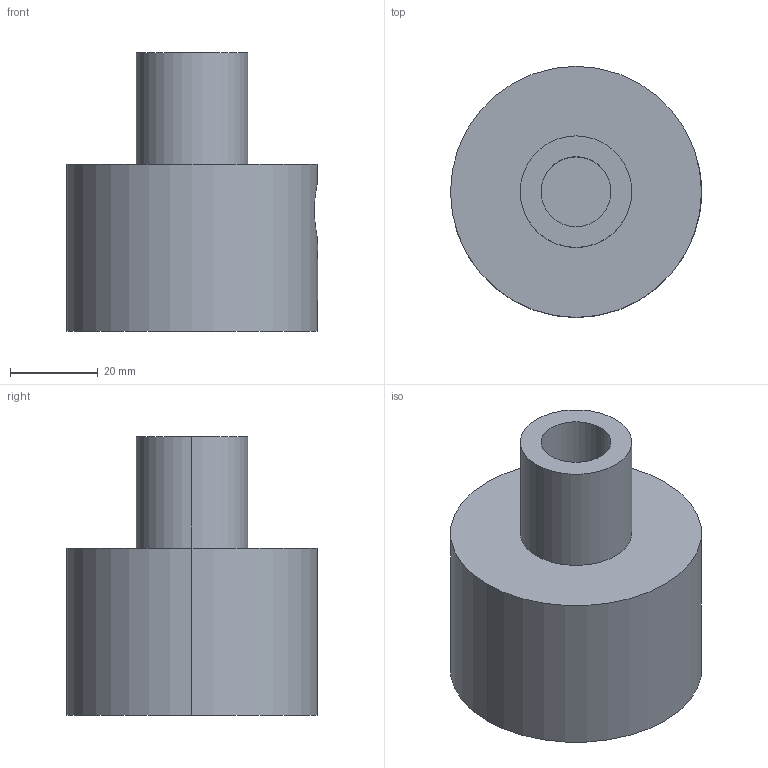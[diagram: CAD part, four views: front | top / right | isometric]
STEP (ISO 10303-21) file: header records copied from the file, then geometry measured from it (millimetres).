
FILE_DESCRIPTION (( 'STEP AP214' ), '1' );
FILE_NAME ('lathe actuator assembly-inch-m8.STEP', '2012-04-26T23:00:15', ( '' ), ( '' ), 'SwSTEP 2.0', 'SolidWorks 2011', '' );
FILE_SCHEMA (( 'AUTOMOTIVE_DESIGN' ));
Length unit declared in the file: inch
Products named in the file (5): lathe actuator assembly-inch-m84; lathe actuator assembly-inch-m83; lathe actuator assembly-inch-m82; lathe actuator assembly-inch-m81; lathe actuator assembly-inch-m8
Assembly tree (4 placements, depth 2):
  lathe actuator assembly-inch-m8
    lathe actuator assembly-inch-m81
    lathe actuator assembly-inch-m82
    lathe actuator assembly-inch-m83
    lathe actuator assembly-inch-m84
Bounding box: 57.15 x 57.15 x 63.5 mm (x, y, z)
Volume: 104544.9 mm3; surface area: 21829.6 mm2
Topology: 4 solids, 4 shells, 123 faces, 320 edges, 211 vertices
Faces by surface type: cylinder 84, plane 28, cone 6, bspline 3, sphere 2
Entity records: 5673 total; most frequent: CARTESIAN_POINT 2470, ORIENTED_EDGE 640, DIRECTION 552, EDGE_CURVE 320, AXIS2_PLACEMENT_3D 213, VERTEX_POINT 211, EDGE_LOOP 137, VECTOR 126
